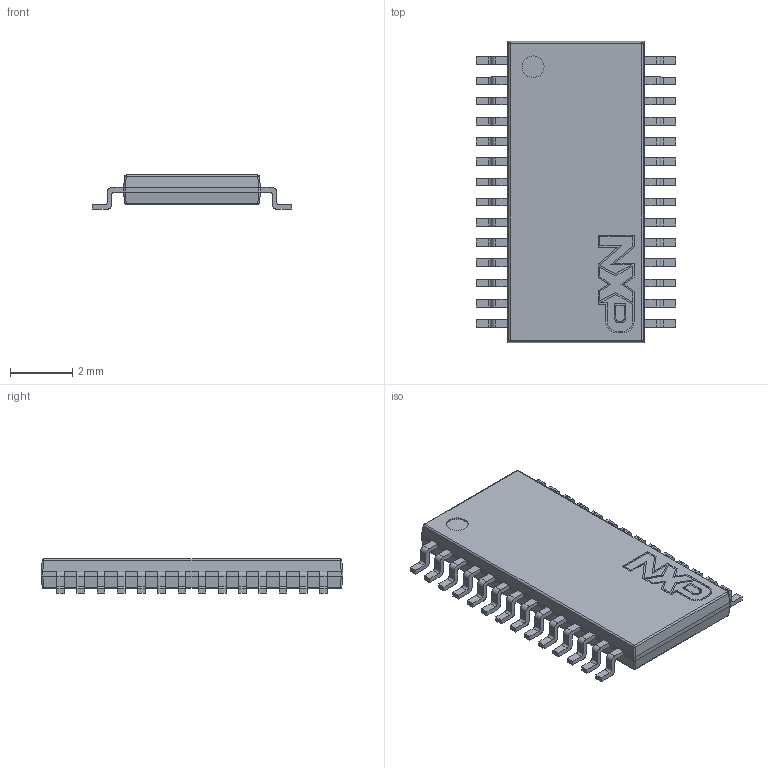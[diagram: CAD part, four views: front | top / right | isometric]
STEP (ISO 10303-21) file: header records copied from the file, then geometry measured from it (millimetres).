
FILE_DESCRIPTION(/* description */ (''),/* implementation_level */ '2;1');
FILE_NAME(/* name */ 'PCA9685PW,118 - 28 TSSOP.stp',/* time_stamp */ '2019-09-30T07:23:03-04:00',/* author */ ('Ricardo'),/* organization */ (''),/* preprocessor_version */ 'ST-DEVELOPER v18',/* originating_system */ 'Autodesk Inventor 2020',/* authorisation */ '');
FILE_SCHEMA (('AUTOMOTIVE_DESIGN { 1 0 10303 214 3 1 1 }'));
Length unit declared in the file: millimetre
Products named in the file (4): NXP PCA9615DPJ - 10 TSSOP; body; terminals; logo
Assembly tree (3 placements, depth 2):
  NXP PCA9615DPJ - 10 TSSOP
    body
    terminals
    logo
Bounding box: 6.4 x 9.7 x 1.1 mm (x, y, z)
Volume: 43 mm3; surface area: 175.2 mm2
Topology: 31 solids, 31 shells, 503 faces, 1298 edges, 858 vertices
Faces by surface type: plane 354, cylinder 141, sphere 8
Full cylindrical faces by diameter (mm): 0.7 x1
Entity records: 15390 total; most frequent: CARTESIAN_POINT 2666, ORIENTED_EDGE 2596, DIRECTION 2594, EDGE_CURVE 1298, LINE 1022, VECTOR 1022, VERTEX_POINT 858, AXIS2_PLACEMENT_3D 786
